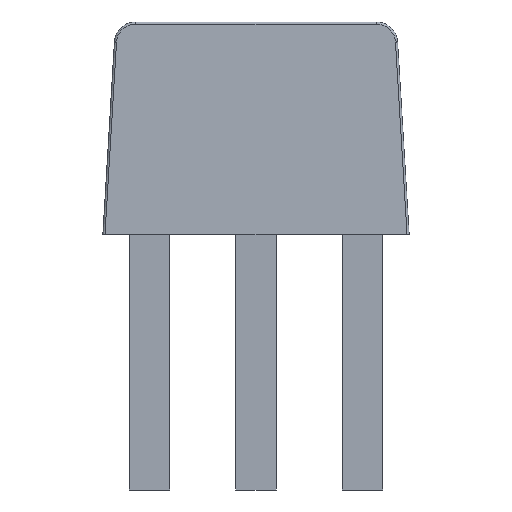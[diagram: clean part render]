
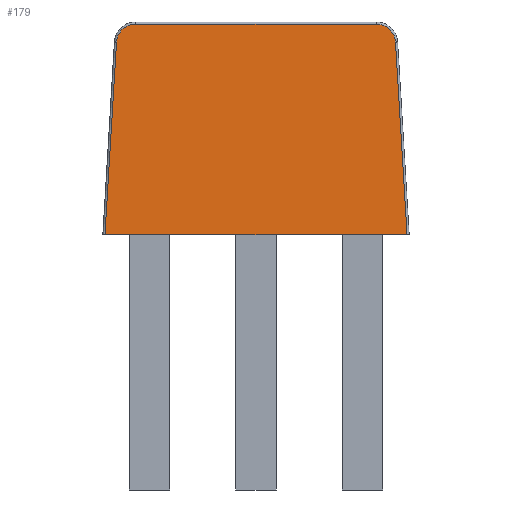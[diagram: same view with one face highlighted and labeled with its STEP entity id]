
A CAD part, left-side view. The second image highlights one B-rep face of the part: STEP entity #179.
In plain terms, the highlighted planar face has unit normal (-0.999, 0, 0.04).
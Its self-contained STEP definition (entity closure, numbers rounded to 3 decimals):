
#12 = VERTEX_POINT ( 'NONE', #614 ) ;
#48 = CARTESIAN_POINT ( 'NONE',  ( -2.819, 6.878, 4.529 ) ) ;
#76 = CARTESIAN_POINT ( 'NONE',  ( -3., 7.2, 0. ) ) ;
#90 = CARTESIAN_POINT ( 'NONE',  ( -3., 7.15, -0.003 ) ) ;
#91 = ORIENTED_EDGE ( 'NONE', *, *, #385, .T. ) ;
#179 = ADVANCED_FACE ( 'NONE', ( #442 ), #209, .F. ) ;
#193 = DIRECTION ( 'NONE',  ( 0., 1., 0. ) ) ;
#209 = PLANE ( 'NONE',  #691 ) ;
#243 = ORIENTED_EDGE ( 'NONE', *, *, #919, .T. ) ;
#299 = VECTOR ( 'NONE', #822, 1000. ) ;
#323 = VERTEX_POINT ( 'NONE', #1293 ) ;
#338 = ORIENTED_EDGE ( 'NONE', *, *, #1192, .T. ) ;
#339 = DIRECTION ( 'NONE',  ( -0.04, 0.06, -0.997 ) ) ;
#385 = EDGE_CURVE ( 'NONE', #1332, #323, #1309, .T. ) ;
#391 =( BOUNDED_CURVE ( )  B_SPLINE_CURVE ( 3, ( #659, #770, #1370, #693 ),
 .UNSPECIFIED., .F., .F. ) 
 B_SPLINE_CURVE_WITH_KNOTS ( ( 4, 4 ),
 ( 1.631, 3.142 ),
 .UNSPECIFIED. ) 
 CURVE ( )  GEOMETRIC_REPRESENTATION_ITEM ( )  RATIONAL_B_SPLINE_CURVE ( ( 1., 0.819, 0.819, 1. ) ) 
 REPRESENTATION_ITEM ( '' )  );
#439 = EDGE_CURVE ( 'NONE', #1396, #651, #607, .T. ) ;
#442 = FACE_OUTER_BOUND ( 'NONE', #1426, .T. ) ;
#470 = DIRECTION ( 'NONE',  ( 0., -1., 0. ) ) ;
#477 = LINE ( 'NONE', #784, #1267 ) ;
#488 = VECTOR ( 'NONE', #470, 1000. ) ;
#502 = ORIENTED_EDGE ( 'NONE', *, *, #1261, .T. ) ;
#504 = CARTESIAN_POINT ( 'NONE',  ( -2.802, 6.68, 4.952 ) ) ;
#535 =( BOUNDED_CURVE ( )  B_SPLINE_CURVE ( 3, ( #985, #504, #871, #48 ),
 .UNSPECIFIED., .F., .F. ) 
 B_SPLINE_CURVE_WITH_KNOTS ( ( 4, 4 ),
 ( 3.142, 4.652 ),
 .UNSPECIFIED. ) 
 CURVE ( )  GEOMETRIC_REPRESENTATION_ITEM ( )  RATIONAL_B_SPLINE_CURVE ( ( 1., 0.819, 0.819, 1. ) ) 
 REPRESENTATION_ITEM ( '' )  );
#607 = LINE ( 'NONE', #1533, #299 ) ;
#614 = CARTESIAN_POINT ( 'NONE',  ( -2.802, 6.429, 4.952 ) ) ;
#637 = LINE ( 'NONE', #1400, #488 ) ;
#651 = VERTEX_POINT ( 'NONE', #1348 ) ;
#659 = CARTESIAN_POINT ( 'NONE',  ( -2.819, 0.322, 4.529 ) ) ;
#691 = AXIS2_PLACEMENT_3D ( 'NONE', #76, #1381, #1039 ) ;
#693 = CARTESIAN_POINT ( 'NONE',  ( -2.802, 0.771, 4.952 ) ) ;
#770 = CARTESIAN_POINT ( 'NONE',  ( -2.809, 0.337, 4.78 ) ) ;
#784 = CARTESIAN_POINT ( 'NONE',  ( -2.802, 7.2, 4.952 ) ) ;
#814 = ORIENTED_EDGE ( 'NONE', *, *, #439, .T. ) ;
#822 = DIRECTION ( 'NONE',  ( 0.04, 0.06, 0.997 ) ) ;
#871 = CARTESIAN_POINT ( 'NONE',  ( -2.809, 6.863, 4.78 ) ) ;
#896 = VERTEX_POINT ( 'NONE', #1415 ) ;
#919 = EDGE_CURVE ( 'NONE', #323, #1396, #637, .T. ) ;
#985 = CARTESIAN_POINT ( 'NONE',  ( -2.802, 6.429, 4.952 ) ) ;
#1039 = DIRECTION ( 'NONE',  ( -0.04, 0., -0.999 ) ) ;
#1071 = ORIENTED_EDGE ( 'NONE', *, *, #1340, .T. ) ;
#1139 = CARTESIAN_POINT ( 'NONE',  ( -2.819, 6.878, 4.529 ) ) ;
#1184 = CARTESIAN_POINT ( 'NONE',  ( -3., 0.05, 0. ) ) ;
#1192 = EDGE_CURVE ( 'NONE', #12, #1332, #535, .T. ) ;
#1215 = VECTOR ( 'NONE', #339, 1000. ) ;
#1261 = EDGE_CURVE ( 'NONE', #896, #12, #477, .T. ) ;
#1267 = VECTOR ( 'NONE', #193, 1000. ) ;
#1293 = CARTESIAN_POINT ( 'NONE',  ( -3., 7.15, 0. ) ) ;
#1309 = LINE ( 'NONE', #90, #1215 ) ;
#1332 = VERTEX_POINT ( 'NONE', #1139 ) ;
#1340 = EDGE_CURVE ( 'NONE', #651, #896, #391, .T. ) ;
#1348 = CARTESIAN_POINT ( 'NONE',  ( -2.819, 0.322, 4.529 ) ) ;
#1370 = CARTESIAN_POINT ( 'NONE',  ( -2.802, 0.52, 4.952 ) ) ;
#1381 = DIRECTION ( 'NONE',  ( 0.999, 0., -0.04 ) ) ;
#1396 = VERTEX_POINT ( 'NONE', #1184 ) ;
#1400 = CARTESIAN_POINT ( 'NONE',  ( -3., 7.2, 0. ) ) ;
#1415 = CARTESIAN_POINT ( 'NONE',  ( -2.802, 0.771, 4.952 ) ) ;
#1426 = EDGE_LOOP ( 'NONE', ( #338, #91, #243, #814, #1071, #502 ) ) ;
#1533 = CARTESIAN_POINT ( 'NONE',  ( -2.983, 0.076, 0.427 ) ) ;
